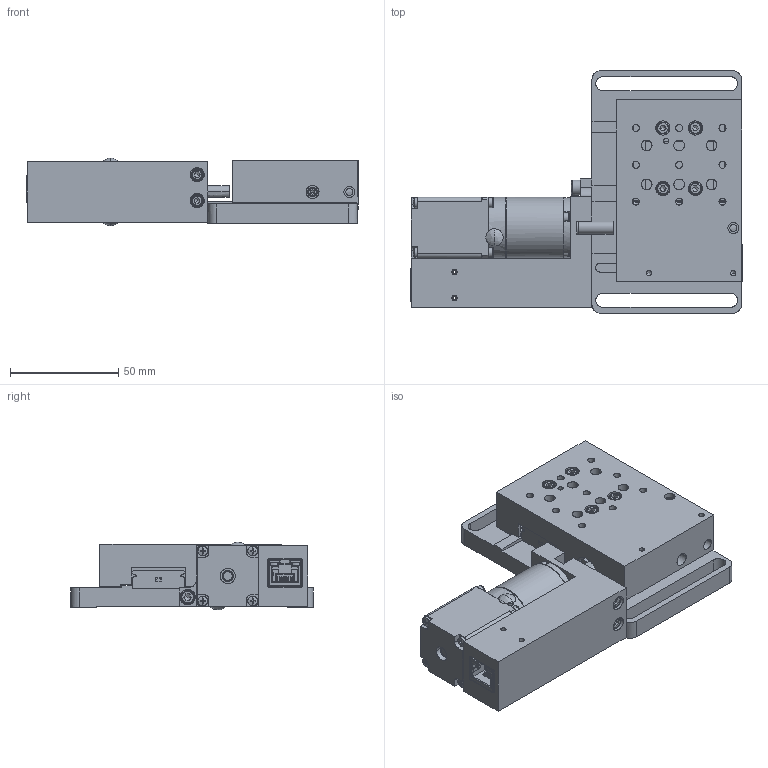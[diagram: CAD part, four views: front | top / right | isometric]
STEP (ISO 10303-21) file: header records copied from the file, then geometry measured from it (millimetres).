
FILE_DESCRIPTION(/* description */ (''),/* implementation_level */ '2;1');
FILE_NAME(/* name */ '03-TS1~1',/* time_stamp */ '2024-04-17T11:38:50+03:00',/* author */ (''),/* organization */ (''),/* preprocessor_version */ 'ST-DEVELOPER v15',/* originating_system */ '',/* authorisation */ '');
FILE_SCHEMA (('AUTOMOTIVE_DESIGN'));
Products named in the file (3): Document; Block 01; Block 02
Assembly tree (2 placements, depth 2):
  Document
    Block 01
    Block 02
Bounding box: 153.26 x 112 x 31.2 mm (x, y, z)
Volume: 124.4 mm3; surface area: 83133.1 mm2
Topology: 27 solids, 2216 shells, 2882 faces, 13773 edges, 12816 vertices
Faces by surface type: bspline 2882
Entity records: 262856 total; most frequent: CARTESIAN_POINT 117750, B_SPLINE_CURVE_WITH_KNOTS 23338, ORIENTED_EDGE 15485, PCURVE 15485, DEFINITIONAL_REPRESENTATION 15485, SURFACE_CURVE 13718, EDGE_CURVE 13718, VERTEX_POINT 12824
